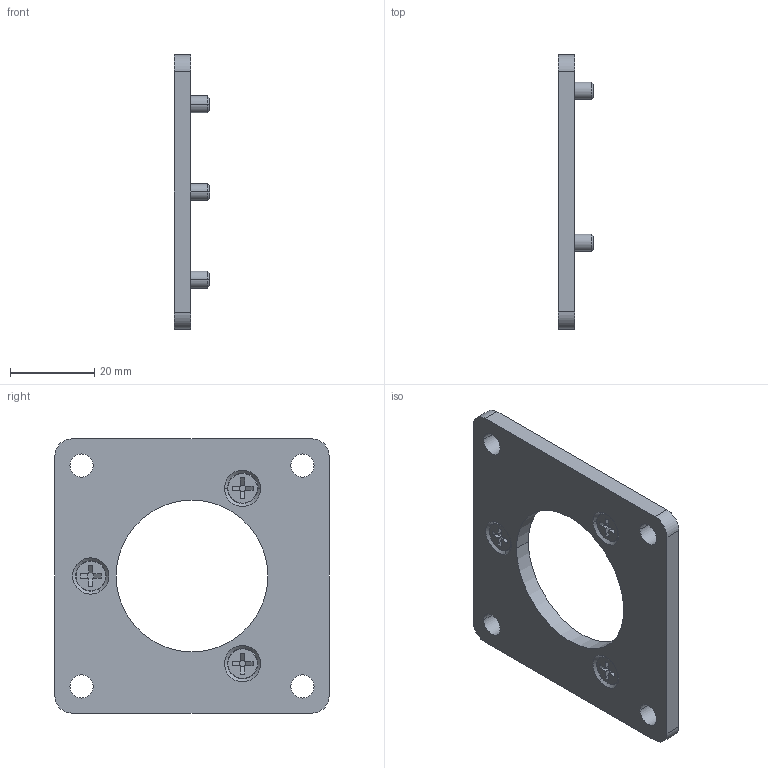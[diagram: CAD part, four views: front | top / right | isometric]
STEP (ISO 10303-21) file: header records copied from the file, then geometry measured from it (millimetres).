
FILE_DESCRIPTION((''),'2;1');
FILE_NAME('PF_5000_ASM','2014-09-17T',('lika51'),(''),'PRO/ENGINEER BY PARAMETRIC TECHNOLOGY CORPORATION, 2010180','PRO/ENGINEER BY PARAMETRIC TECHNOLOGY CORPORATION, 2010180','');
FILE_SCHEMA(('CONFIG_CONTROL_DESIGN'));
Length unit declared in the file: millimetre
Products named in the file (3): LKM_002248; VIT_M4X8_UNI7688; PF_5000_ASM
Assembly tree (4 placements, depth 2):
  PF_5000_ASM
    LKM_002248
    VIT_M4X8_UNI7688  x3
Bounding box: 8.5 x 65 x 65 mm (x, y, z)
Volume: 12440.9 mm3; surface area: 8535.5 mm2
Topology: 4 solids, 4 shells, 113 faces, 282 edges, 180 vertices
Faces by surface type: plane 51, cylinder 38, cone 18, torus 6
Entity records: 1930 total; most frequent: DIRECTION 348, CARTESIAN_POINT 312, ORIENTED_EDGE 300, EDGE_CURVE 150, AXIS2_PLACEMENT_3D 132, VERTEX_POINT 96, VECTOR 84, LINE 84
